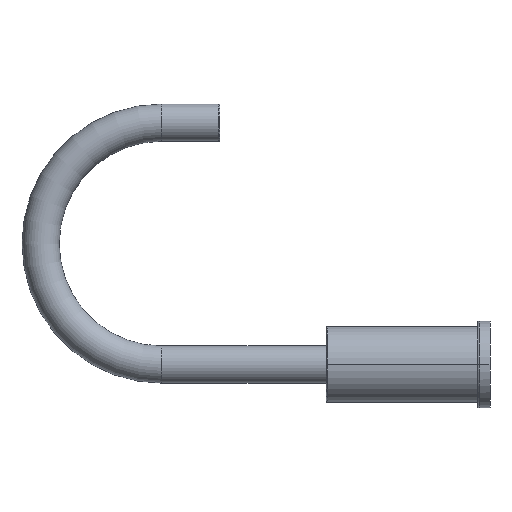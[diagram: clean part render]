
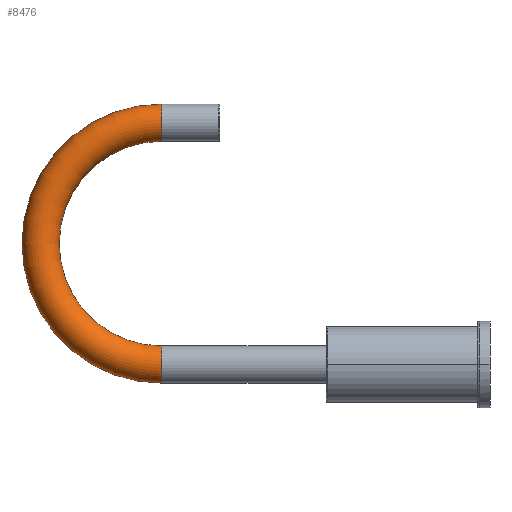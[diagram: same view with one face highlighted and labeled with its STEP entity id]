
A CAD part, left-side view. The second image highlights one B-rep face of the part: STEP entity #8476.
In plain terms, the highlighted toroidal (fillet/blend) face has major radius 78 mm and minor radius 12 mm.
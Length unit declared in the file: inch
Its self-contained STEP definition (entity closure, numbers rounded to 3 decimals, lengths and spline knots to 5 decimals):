
#2423=CARTESIAN_POINT('',(0.,8.33858,3.07087));
#2424=DIRECTION('',(1.,0.,0.));
#2425=DIRECTION('',(0.,0.,-1.));
#2426=AXIS2_PLACEMENT_3D('',#2423,#2424,#2425);
#2493=CARTESIAN_POINT('',(0.,8.33858,6.14173));
#2494=DIRECTION('',(0.,-1.,0.));
#2495=DIRECTION('',(0.,0.,1.));
#2496=AXIS2_PLACEMENT_3D('',#2493,#2494,#2495);
#2501=CARTESIAN_POINT('',(0.,8.33858,0.));
#2502=DIRECTION('',(0.,-1.,0.));
#2503=DIRECTION('',(0.,0.,1.));
#2504=AXIS2_PLACEMENT_3D('',#2501,#2502,#2503);
#2509=CARTESIAN_POINT('',(0.,8.33858,3.07087));
#2510=DIRECTION('',(1.,0.,0.));
#2511=DIRECTION('',(0.,0.,-1.));
#2512=AXIS2_PLACEMENT_3D('',#2509,#2510,#2511);
#5730=CARTESIAN_POINT('',(0.,8.33858,6.61417));
#5731=CARTESIAN_POINT('',(0.,8.33858,5.66929));
#5732=VERTEX_POINT('',#5730);
#5733=VERTEX_POINT('',#5731);
#5734=CARTESIAN_POINT('',(0.,8.33858,-0.47244));
#5735=VERTEX_POINT('',#5734);
#5736=CARTESIAN_POINT('',(0.,8.33858,0.47244));
#5737=VERTEX_POINT('',#5736);
#8465=CARTESIAN_POINT('',(0.,8.33858,3.07087));
#8466=DIRECTION('',(-1.,0.,0.));
#8467=DIRECTION('',(0.,0.,-1.));
#8468=AXIS2_PLACEMENT_3D('',#8465,#8466,#8467);
#8469=TOROIDAL_SURFACE('',#8468,3.07087,0.47244);
#8470=ORIENTED_EDGE('',*,*,#8422,.T.);
#8471=ORIENTED_EDGE('',*,*,#8393,.F.);
#8472=ORIENTED_EDGE('',*,*,#8363,.T.);
#8473=ORIENTED_EDGE('',*,*,#8390,.T.);
#8474=EDGE_LOOP('',(#8470,#8471,#8472,#8473));
#8475=FACE_OUTER_BOUND('',#8474,.F.);
#2427=CIRCLE('',#2426,2.59843);
#2497=CIRCLE('',#2496,0.47244);
#2505=CIRCLE('',#2504,0.47244);
#2513=CIRCLE('',#2512,3.54331);
#8363=EDGE_CURVE('',#5737,#5735,#2505,.T.);
#8390=EDGE_CURVE('',#5735,#5732,#2513,.T.);
#8393=EDGE_CURVE('',#5737,#5733,#2427,.T.);
#8422=EDGE_CURVE('',#5732,#5733,#2497,.T.);
#8476=ADVANCED_FACE('',(#8475),#8469,.T.);
